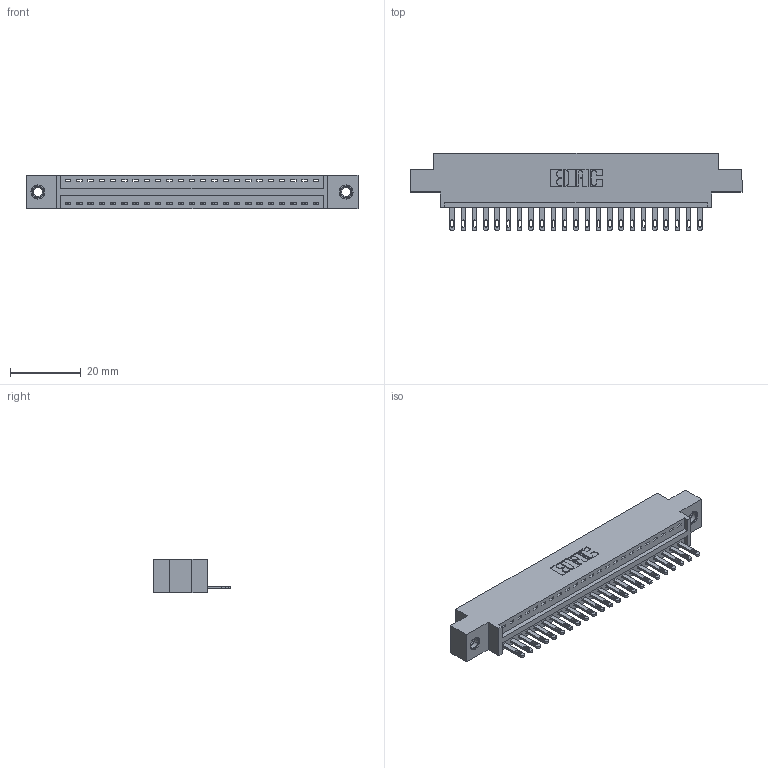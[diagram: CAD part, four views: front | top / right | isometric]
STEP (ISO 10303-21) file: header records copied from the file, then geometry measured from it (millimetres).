
FILE_DESCRIPTION (( 'STEP AP203' ), '1' );
FILE_NAME ('346-023-500-607.STEP', '2022-05-05T20:31:57', ( '' ), ( '' ), 'SwSTEP 2.0', 'SolidWorks 2020', '' );
FILE_SCHEMA (( 'CONFIG_CONTROL_DESIGN' ));
Length unit declared in the file: inch
Products named in the file (4): 346-023-500-607; 345-250-001_345-250-005-103; 345-292-001_345-293-100; 346 Part_0.170 Offset - 0.156 Dia-TI
Assembly tree (26 placements, depth 2):
  346-023-500-607
    346 Part_0.170 Offset - 0.156 Dia-TI
    345-292-001_345-293-100  x23
    345-250-001_345-250-005-103  x2
Bounding box: 93.6 x 21.84 x 9.4 mm (x, y, z)
Volume: 8674.7 mm3; surface area: 10885.8 mm2
Topology: 26 solids, 26 shells, 1428 faces, 4341 edges, 2886 vertices
Faces by surface type: plane 894, cylinder 518, cone 12, torus 4
Entity records: 18080 total; most frequent: CARTESIAN_POINT 3088, ORIENTED_EDGE 3038, DIRECTION 2775, EDGE_CURVE 1519, VECTOR 1271, LINE 1271, VERTEX_POINT 1008, AXIS2_PLACEMENT_3D 752
